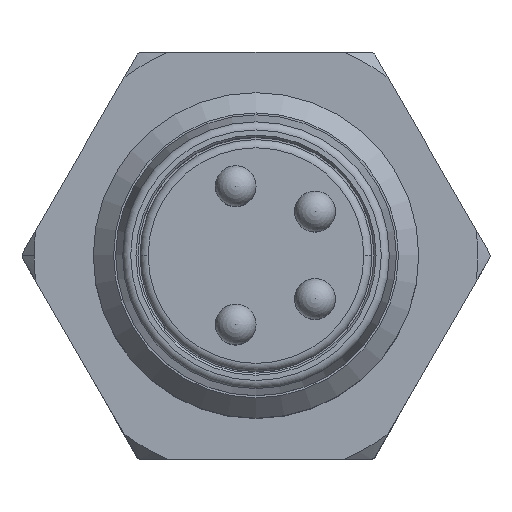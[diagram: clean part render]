
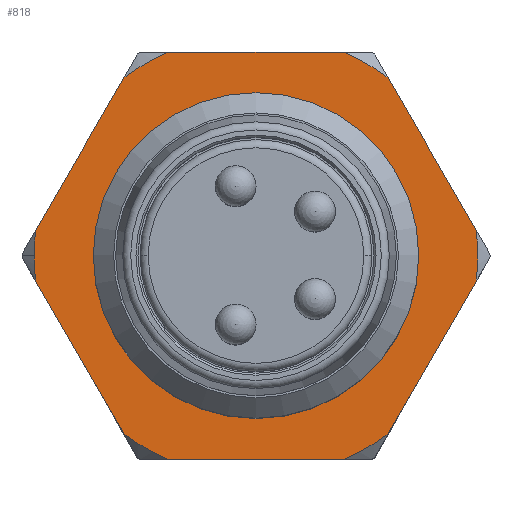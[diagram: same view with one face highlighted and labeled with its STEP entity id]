
A CAD part, top view. The second image highlights one B-rep face of the part: STEP entity #818.
In plain terms, the highlighted planar face has unit normal (0, 0, 1).
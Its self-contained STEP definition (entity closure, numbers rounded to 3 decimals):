
#648=PLANE('',#2788);
#715=FACE_BOUND('',#1135,.T.);
#716=FACE_BOUND('',#1136,.T.);
#818=ADVANCED_FACE('',(#715,#716),#648,.T.);
#1135=EDGE_LOOP('',(#1570));
#1136=EDGE_LOOP('',(#1571,#1572,#1573,#1574,#1575,#1576,#1577,#1578,#1579,
#1580,#1581,#1582,#1583));
#1333=LINE('',#3905,#1425);
#1334=LINE('',#3910,#1426);
#1335=LINE('',#3914,#1427);
#1336=LINE('',#3918,#1428);
#1337=LINE('',#3924,#1429);
#1338=LINE('',#3928,#1430);
#1425=VECTOR('',#3169,1.);
#1426=VECTOR('',#3172,1.);
#1427=VECTOR('',#3175,1.);
#1428=VECTOR('',#3178,1.);
#1429=VECTOR('',#3183,1.);
#1430=VECTOR('',#3186,1.);
#1570=ORIENTED_EDGE('',*,*,#2285,.F.);
#1571=ORIENTED_EDGE('',*,*,#2332,.T.);
#1572=ORIENTED_EDGE('',*,*,#2333,.T.);
#1573=ORIENTED_EDGE('',*,*,#2334,.T.);
#1574=ORIENTED_EDGE('',*,*,#2335,.T.);
#1575=ORIENTED_EDGE('',*,*,#2336,.T.);
#1576=ORIENTED_EDGE('',*,*,#2337,.T.);
#1577=ORIENTED_EDGE('',*,*,#2338,.T.);
#1578=ORIENTED_EDGE('',*,*,#2339,.T.);
#1579=ORIENTED_EDGE('',*,*,#2340,.T.);
#1580=ORIENTED_EDGE('',*,*,#2341,.T.);
#1581=ORIENTED_EDGE('',*,*,#2342,.T.);
#1582=ORIENTED_EDGE('',*,*,#2343,.T.);
#1583=ORIENTED_EDGE('',*,*,#2344,.T.);
#2070=VERTEX_POINT('',#3789);
#2126=VERTEX_POINT('',#3906);
#2127=VERTEX_POINT('',#3907);
#2128=VERTEX_POINT('',#3909);
#2129=VERTEX_POINT('',#3911);
#2130=VERTEX_POINT('',#3913);
#2131=VERTEX_POINT('',#3915);
#2132=VERTEX_POINT('',#3917);
#2133=VERTEX_POINT('',#3919);
#2134=VERTEX_POINT('',#3921);
#2135=VERTEX_POINT('',#3923);
#2136=VERTEX_POINT('',#3925);
#2137=VERTEX_POINT('',#3927);
#2138=VERTEX_POINT('',#3929);
#2285=EDGE_CURVE('',#2070,#2070,#2569,.T.);
#2332=EDGE_CURVE('',#2126,#2127,#1333,.T.);
#2333=EDGE_CURVE('',#2127,#2128,#2593,.T.);
#2334=EDGE_CURVE('',#2128,#2129,#1334,.T.);
#2335=EDGE_CURVE('',#2129,#2130,#2594,.T.);
#2336=EDGE_CURVE('',#2130,#2131,#1335,.T.);
#2337=EDGE_CURVE('',#2131,#2132,#2595,.T.);
#2338=EDGE_CURVE('',#2132,#2133,#1336,.T.);
#2339=EDGE_CURVE('',#2133,#2134,#2596,.T.);
#2340=EDGE_CURVE('',#2134,#2135,#2597,.T.);
#2341=EDGE_CURVE('',#2135,#2136,#1337,.T.);
#2342=EDGE_CURVE('',#2136,#2137,#2598,.T.);
#2343=EDGE_CURVE('',#2137,#2138,#1338,.T.);
#2344=EDGE_CURVE('',#2138,#2126,#2599,.T.);
#2569=CIRCLE('',#2743,4.);
#2593=CIRCLE('',#2781,5.45);
#2594=CIRCLE('',#2782,5.45);
#2595=CIRCLE('',#2783,5.45);
#2596=CIRCLE('',#2784,5.45);
#2597=CIRCLE('',#2785,5.45);
#2598=CIRCLE('',#2786,5.45);
#2599=CIRCLE('',#2787,5.45);
#2743=AXIS2_PLACEMENT_3D('',#3788,#3070,#3071);
#2781=AXIS2_PLACEMENT_3D('',#3908,#3170,#3171);
#2782=AXIS2_PLACEMENT_3D('',#3912,#3173,#3174);
#2783=AXIS2_PLACEMENT_3D('',#3916,#3176,#3177);
#2784=AXIS2_PLACEMENT_3D('',#3920,#3179,#3180);
#2785=AXIS2_PLACEMENT_3D('',#3922,#3181,#3182);
#2786=AXIS2_PLACEMENT_3D('',#3926,#3184,#3185);
#2787=AXIS2_PLACEMENT_3D('',#3930,#3187,#3188);
#2788=AXIS2_PLACEMENT_3D('',#3931,#3189,#3190);
#3070=DIRECTION('',(0.,0.,1.));
#3071=DIRECTION('',(1.,0.,0.));
#3169=DIRECTION('',(0.5,0.866,0.));
#3170=DIRECTION('',(0.,0.,1.));
#3171=DIRECTION('',(1.,0.,0.));
#3172=DIRECTION('',(-0.5,0.866,0.));
#3173=DIRECTION('',(0.,0.,1.));
#3174=DIRECTION('',(1.,0.,0.));
#3175=DIRECTION('',(-1.,0.,0.));
#3176=DIRECTION('',(0.,0.,1.));
#3177=DIRECTION('',(1.,0.,0.));
#3178=DIRECTION('',(-0.5,-0.866,0.));
#3179=DIRECTION('',(0.,0.,1.));
#3180=DIRECTION('',(1.,0.,0.));
#3181=DIRECTION('',(0.,0.,1.));
#3182=DIRECTION('',(1.,0.,0.));
#3183=DIRECTION('',(0.5,-0.866,0.));
#3184=DIRECTION('',(0.,0.,1.));
#3185=DIRECTION('',(1.,0.,0.));
#3186=DIRECTION('',(1.,0.,0.));
#3187=DIRECTION('',(0.,0.,1.));
#3188=DIRECTION('',(1.,0.,0.));
#3189=DIRECTION('',(0.,0.,1.));
#3190=DIRECTION('',(1.,0.,0.));
#3788=CARTESIAN_POINT('',(-230.,10.,-1.5));
#3789=CARTESIAN_POINT('',(-234.,10.,-1.5));
#3905=CARTESIAN_POINT('',(-225.67,7.5,-1.5));
#3906=CARTESIAN_POINT('',(-226.754,5.622,-1.5));
#3907=CARTESIAN_POINT('',(-224.586,9.378,-1.5));
#3908=CARTESIAN_POINT('',(-230.,10.,-1.5));
#3909=CARTESIAN_POINT('',(-224.586,10.622,-1.5));
#3910=CARTESIAN_POINT('',(-225.67,12.5,-1.5));
#3911=CARTESIAN_POINT('',(-226.754,14.378,-1.5));
#3912=CARTESIAN_POINT('',(-230.,10.,-1.5));
#3913=CARTESIAN_POINT('',(-227.831,15.,-1.5));
#3914=CARTESIAN_POINT('',(-230.,15.,-1.5));
#3915=CARTESIAN_POINT('',(-232.169,15.,-1.5));
#3916=CARTESIAN_POINT('',(-230.,10.,-1.5));
#3917=CARTESIAN_POINT('',(-233.246,14.378,-1.5));
#3918=CARTESIAN_POINT('',(-234.33,12.5,-1.5));
#3919=CARTESIAN_POINT('',(-235.414,10.622,-1.5));
#3920=CARTESIAN_POINT('',(-230.,10.,-1.5));
#3921=CARTESIAN_POINT('',(-235.45,10.,-1.5));
#3922=CARTESIAN_POINT('',(-230.,10.,-1.5));
#3923=CARTESIAN_POINT('',(-235.414,9.378,-1.5));
#3924=CARTESIAN_POINT('',(-234.33,7.5,-1.5));
#3925=CARTESIAN_POINT('',(-233.246,5.622,-1.5));
#3926=CARTESIAN_POINT('',(-230.,10.,-1.5));
#3927=CARTESIAN_POINT('',(-232.169,5.,-1.5));
#3928=CARTESIAN_POINT('',(-230.,5.,-1.5));
#3929=CARTESIAN_POINT('',(-227.831,5.,-1.5));
#3930=CARTESIAN_POINT('',(-230.,10.,-1.5));
#3931=CARTESIAN_POINT('',(-230.,10.,-1.5));
